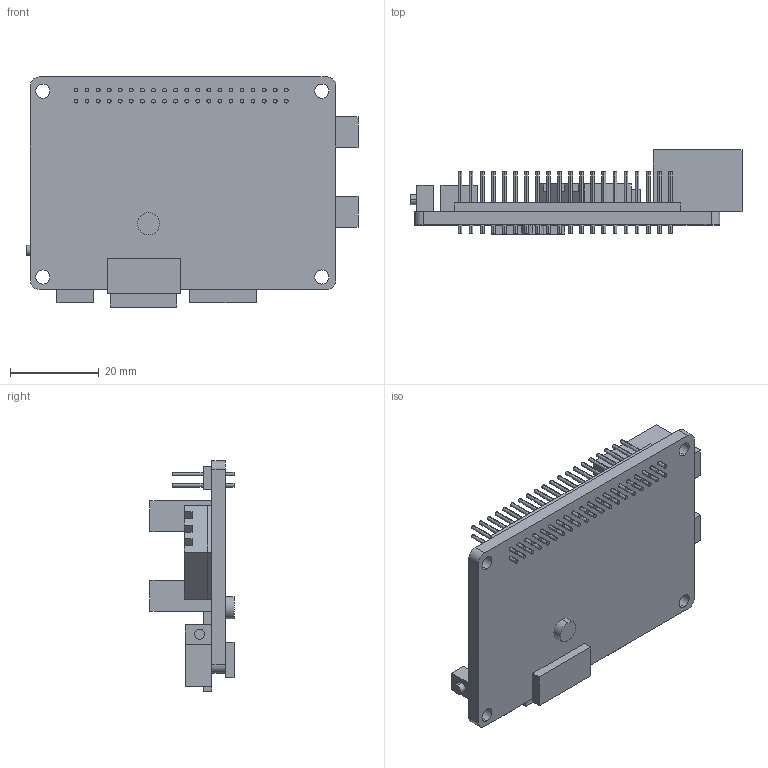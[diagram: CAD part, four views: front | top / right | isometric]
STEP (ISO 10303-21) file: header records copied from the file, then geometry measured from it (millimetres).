
FILE_DESCRIPTION (( 'STEP AP203' ), '1' );
FILE_NAME ('orangePiLite_2_Default_sldprt.STEP', '2021-01-18T18:44:10', ( '' ), ( '' ), 'SwSTEP 2.0', 'SolidWorks 2020', '' );
FILE_SCHEMA (( 'CONFIG_CONTROL_DESIGN' ));
Length unit declared in the file: millimetre
Products named in the file (1): orangePiLite_2_Default_sldprt
Bounding box: 75 x 19 x 52 mm (x, y, z)
Volume: 18263.6 mm3; surface area: 12372.6 mm2
Topology: 2 solids, 2 shells, 333 faces, 720 edges, 476 vertices
Faces by surface type: cylinder 176, plane 157
Entity records: 9281 total; most frequent: DIRECTION 1740, CARTESIAN_POINT 1530, ORIENTED_EDGE 1440, EDGE_CURVE 720, AXIS2_PLACEMENT_3D 686, VERTEX_POINT 476, EDGE_LOOP 426, LINE 368
